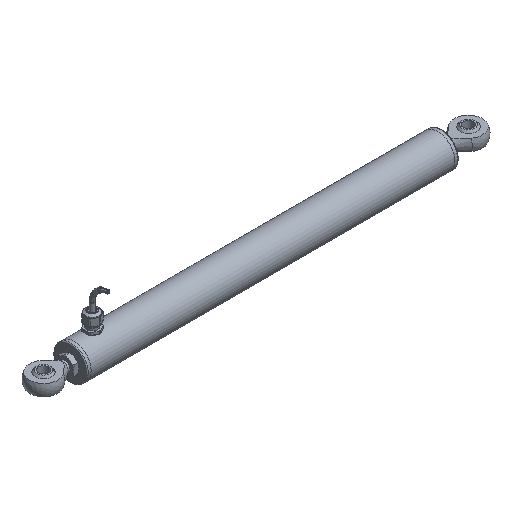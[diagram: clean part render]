
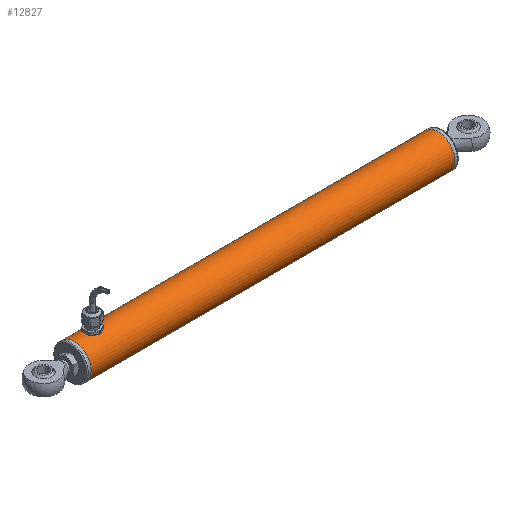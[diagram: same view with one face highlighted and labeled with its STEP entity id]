
A CAD part, isometric view. The second image highlights one B-rep face of the part: STEP entity #12827.
In plain terms, the highlighted cylindrical face has radius 13.335 mm (diameter 26.67 mm), a full revolution.
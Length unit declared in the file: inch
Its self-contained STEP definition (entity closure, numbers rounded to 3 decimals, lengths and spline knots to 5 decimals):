
#30 = DIRECTION ( 'NONE',  ( 0., -1., 0. ) ) ;
#54 = CARTESIAN_POINT ( 'NONE',  ( -4.87071, 0.08851, 0.51752 ) ) ;
#128 = CARTESIAN_POINT ( 'NONE',  ( -4.84456, 0.04337, 0.52327 ) ) ;
#171 = DIRECTION ( 'NONE',  ( 0., -1., 0. ) ) ;
#427 = CARTESIAN_POINT ( 'NONE',  ( -5.03883, 0.11602, 0.51204 ) ) ;
#505 = CARTESIAN_POINT ( 'NONE',  ( -5.10107, 0.03475, 0.52392 ) ) ;
#573 = CARTESIAN_POINT ( 'NONE',  ( -5.10535, -0.00889, 0.525 ) ) ;
#638 = CARTESIAN_POINT ( 'NONE',  ( -4.95372, -0.13296, 0.50789 ) ) ;
#923 = AXIS2_PLACEMENT_3D ( 'NONE', #10795, #11806, #171 ) ;
#953 = VERTEX_POINT ( 'NONE', #10425 ) ;
#1204 = EDGE_CURVE ( 'NONE', #11927, #11927, #1659, .T. ) ;
#1412 = CARTESIAN_POINT ( 'NONE',  ( -4.86518, 0.0818, 0.51864 ) ) ;
#1492 = CARTESIAN_POINT ( 'NONE',  ( -5.06, 0.10081, 0.51527 ) ) ;
#1659 = CIRCLE ( 'NONE', #923, 0.525 ) ;
#1771 = CARTESIAN_POINT ( 'NONE',  ( -5.05316, -0.10643, 0.51412 ) ) ;
#2080 = CARTESIAN_POINT ( 'NONE',  ( -4.9715, 0.13386, 0.50765 ) ) ;
#2317 = CARTESIAN_POINT ( 'NONE',  ( -4.93674, 0.12956, 0.50877 ) ) ;
#2557 = CARTESIAN_POINT ( 'NONE',  ( -4.83851, 0.0176, 0.52478 ) ) ;
#2633 = CARTESIAN_POINT ( 'NONE',  ( -4.98038, 0.13386, 0.50765 ) ) ;
#2836 = CARTESIAN_POINT ( 'NONE',  ( -4.98927, 0.13296, 0.50789 ) ) ;
#2915 = CARTESIAN_POINT ( 'NONE',  ( -5.00625, -0.12956, 0.50876 ) ) ;
#3068 = CARTESIAN_POINT ( 'NONE',  ( -5.5315, 0., 0. ) ) ;
#3200 = CIRCLE ( 'NONE', #5890, 0.525 ) ;
#3203 = ORIENTED_EDGE ( 'NONE', *, *, #6990, .T. ) ;
#3288 = DIRECTION ( 'NONE',  ( -1., 0., 0. ) ) ;
#3493 = CARTESIAN_POINT ( 'NONE',  ( 5.7185, -0.525, 0. ) ) ;
#3623 = CARTESIAN_POINT ( 'NONE',  ( -4.9715, 0.13386, 0.50765 ) ) ;
#3703 = CARTESIAN_POINT ( 'NONE',  ( -4.883, 0.1008, 0.51527 ) ) ;
#3765 = CARTESIAN_POINT ( 'NONE',  ( -5.03099, 0.12023, 0.51106 ) ) ;
#3843 = CARTESIAN_POINT ( 'NONE',  ( -4.92815, -0.12695, 0.50943 ) ) ;
#3916 = CARTESIAN_POINT ( 'NONE',  ( -4.9891, -0.13298, 0.50788 ) ) ;
#3977 = CARTESIAN_POINT ( 'NONE',  ( -4.98038, -0.13386, 0.50765 ) ) ;
#4050 = CARTESIAN_POINT ( 'NONE',  ( -4.85457, -0.06749, 0.5209 ) ) ;
#4694 = CARTESIAN_POINT ( 'NONE',  ( -4.83851, -0.01756, 0.52478 ) ) ;
#4765 = CARTESIAN_POINT ( 'NONE',  ( -4.83763, -0.00865, 0.525 ) ) ;
#5218 = CARTESIAN_POINT ( 'NONE',  ( -5.03096, -0.12025, 0.51106 ) ) ;
#5890 = AXIS2_PLACEMENT_3D ( 'NONE', #3068, #6595, #10108 ) ;
#5917 = CARTESIAN_POINT ( 'NONE',  ( -4.92822, 0.12697, 0.50943 ) ) ;
#5989 = CARTESIAN_POINT ( 'NONE',  ( -4.95389, 0.13298, 0.50788 ) ) ;
#6071 = CARTESIAN_POINT ( 'NONE',  ( -4.83765, 0.00889, 0.525 ) ) ;
#6208 = CARTESIAN_POINT ( 'NONE',  ( -5.10449, -0.0176, 0.52478 ) ) ;
#6286 = CARTESIAN_POINT ( 'NONE',  ( -5.06, -0.1008, 0.51527 ) ) ;
#6429 = CARTESIAN_POINT ( 'NONE',  ( -5.07229, -0.08851, 0.51752 ) ) ;
#6595 = DIRECTION ( 'NONE',  ( 1., 0., 0. ) ) ;
#6816 = CARTESIAN_POINT ( 'NONE',  ( 5.7185, 0., 0. ) ) ;
#6990 = EDGE_CURVE ( 'NONE', #953, #953, #3200, .T. ) ;
#7213 = CARTESIAN_POINT ( 'NONE',  ( -4.90436, 0.11613, 0.51202 ) ) ;
#7584 = CARTESIAN_POINT ( 'NONE',  ( -5.01477, -0.12697, 0.50943 ) ) ;
#7927 = EDGE_CURVE ( 'NONE', #13862, #13862, #8626, .T. ) ;
#8211 = CARTESIAN_POINT ( 'NONE',  ( -4.96262, 0.13386, 0.50765 ) ) ;
#8443 = CARTESIAN_POINT ( 'NONE',  ( -5.09175, -0.05945, 0.52169 ) ) ;
#8477 = EDGE_LOOP ( 'NONE', ( #3203 ) ) ;
#8522 = CARTESIAN_POINT ( 'NONE',  ( -5.05328, 0.10633, 0.51414 ) ) ;
#8601 = CARTESIAN_POINT ( 'NONE',  ( -5.10103, -0.03489, 0.52391 ) ) ;
#8626 = B_SPLINE_CURVE_WITH_KNOTS ( 'NONE', 3,
 ( #3623, #8211, #5989, #2317, #5917, #12909, #7213, #11904, #3703, #54, #1412, #10588, #10746, #128, #13066, #2557, #6071, #4765, #4694, #9350, #14021, #4050, #10974, #12285, #11099, #14472, #11989, #3843, #10892, #638, #9739, #3977, #3916, #2915, #7584, #5218, #13138, #1771, #6286, #6429, #14393, #12066, #8443, #8739, #8601, #6208, #573, #9878, #13423, #505, #9588, #14242, #8662, #1492, #8522, #427, #3765, #13283, #13353, #2836, #2633, #12212 ),
 .UNSPECIFIED., .T., .F.,
 ( 4, 2, 2, 2, 2, 2, 2, 2, 2, 2, 2, 2, 2, 2, 2, 2, 2, 2, 2, 2, 2, 2, 2, 2, 2, 2, 2, 2, 2, 2, 4 ),
 ( 0., 0.00067, 0.00133, 0.002, 0.00267, 0.00333, 0.004, 0.00467, 0.00534, 0.006, 0.00667, 0.008, 0.00867, 0.00934, 0.01, 0.01067, 0.01134, 0.012, 0.01267, 0.01334, 0.01401, 0.01467, 0.01534, 0.01601, 0.01667, 0.01734, 0.01867, 0.01934, 0.02001, 0.02067, 0.02134 ),
 .UNSPECIFIED. ) ;
#8662 = CARTESIAN_POINT ( 'NONE',  ( -5.07858, 0.08221, 0.51868 ) ) ;
#8739 = CARTESIAN_POINT ( 'NONE',  ( -5.09844, -0.04337, 0.52327 ) ) ;
#8892 = CYLINDRICAL_SURFACE ( 'NONE', #13459, 0.525 ) ;
#9350 = CARTESIAN_POINT ( 'NONE',  ( -4.84193, -0.03475, 0.52392 ) ) ;
#9588 = CARTESIAN_POINT ( 'NONE',  ( -5.09853, 0.04312, 0.52329 ) ) ;
#9739 = CARTESIAN_POINT ( 'NONE',  ( -4.96261, -0.13386, 0.50765 ) ) ;
#9878 = CARTESIAN_POINT ( 'NONE',  ( -5.10537, 0.00865, 0.525 ) ) ;
#10108 = DIRECTION ( 'NONE',  ( 0., -1., 0. ) ) ;
#10425 = CARTESIAN_POINT ( 'NONE',  ( -5.5315, -0.525, 0. ) ) ;
#10477 = EDGE_LOOP ( 'NONE', ( #14502 ) ) ;
#10588 = CARTESIAN_POINT ( 'NONE',  ( -4.85539, 0.06718, 0.52074 ) ) ;
#10746 = CARTESIAN_POINT ( 'NONE',  ( -4.85125, 0.05945, 0.52169 ) ) ;
#10795 = CARTESIAN_POINT ( 'NONE',  ( 5.7185, 0., 0. ) ) ;
#10892 = CARTESIAN_POINT ( 'NONE',  ( -4.93649, -0.1295, 0.50878 ) ) ;
#10974 = CARTESIAN_POINT ( 'NONE',  ( -4.86442, -0.08221, 0.51868 ) ) ;
#11099 = CARTESIAN_POINT ( 'NONE',  ( -4.88971, -0.10632, 0.51414 ) ) ;
#11334 = FACE_OUTER_BOUND ( 'NONE', #8477, .T. ) ;
#11684 = ORIENTED_EDGE ( 'NONE', *, *, #1204, .T. ) ;
#11806 = DIRECTION ( 'NONE',  ( -1., 0., 0. ) ) ;
#11904 = CARTESIAN_POINT ( 'NONE',  ( -4.88984, 0.10642, 0.51412 ) ) ;
#11927 = VERTEX_POINT ( 'NONE', #3493 ) ;
#11989 = CARTESIAN_POINT ( 'NONE',  ( -4.912, -0.12023, 0.51106 ) ) ;
#12066 = CARTESIAN_POINT ( 'NONE',  ( -5.08761, -0.06719, 0.52074 ) ) ;
#12212 = CARTESIAN_POINT ( 'NONE',  ( -4.9715, 0.13386, 0.50765 ) ) ;
#12285 = CARTESIAN_POINT ( 'NONE',  ( -4.883, -0.10081, 0.51527 ) ) ;
#12827 = ADVANCED_FACE ( 'NONE', ( #13422, #11334, #14699 ), #8892, .T. ) ;
#12909 = CARTESIAN_POINT ( 'NONE',  ( -4.91203, 0.12024, 0.51106 ) ) ;
#13066 = CARTESIAN_POINT ( 'NONE',  ( -4.84197, 0.03489, 0.52391 ) ) ;
#13138 = CARTESIAN_POINT ( 'NONE',  ( -5.03864, -0.11613, 0.51202 ) ) ;
#13283 = CARTESIAN_POINT ( 'NONE',  ( -5.01485, 0.12695, 0.50943 ) ) ;
#13353 = CARTESIAN_POINT ( 'NONE',  ( -5.0065, 0.1295, 0.50878 ) ) ;
#13422 = FACE_OUTER_BOUND ( 'NONE', #15105, .T. ) ;
#13423 = CARTESIAN_POINT ( 'NONE',  ( -5.10449, 0.01756, 0.52478 ) ) ;
#13459 = AXIS2_PLACEMENT_3D ( 'NONE', #6816, #3288, #30 ) ;
#13862 = VERTEX_POINT ( 'NONE', #2080 ) ;
#14021 = CARTESIAN_POINT ( 'NONE',  ( -4.84447, -0.04311, 0.52329 ) ) ;
#14242 = CARTESIAN_POINT ( 'NONE',  ( -5.08843, 0.0675, 0.5209 ) ) ;
#14393 = CARTESIAN_POINT ( 'NONE',  ( -5.07782, -0.0818, 0.51864 ) ) ;
#14472 = CARTESIAN_POINT ( 'NONE',  ( -4.90417, -0.11602, 0.51204 ) ) ;
#14502 = ORIENTED_EDGE ( 'NONE', *, *, #7927, .T. ) ;
#14699 = FACE_BOUND ( 'NONE', #10477, .T. ) ;
#15105 = EDGE_LOOP ( 'NONE', ( #11684 ) ) ;
